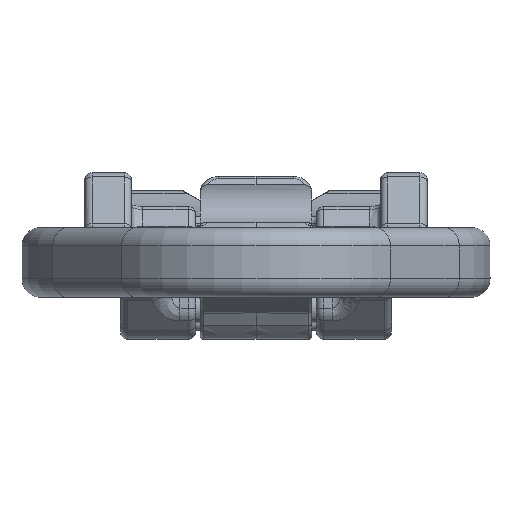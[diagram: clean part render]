
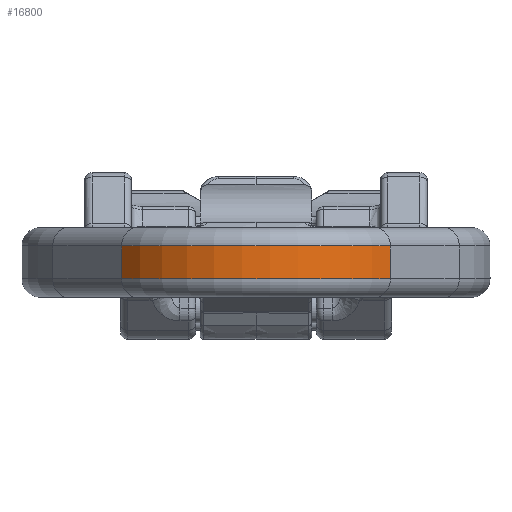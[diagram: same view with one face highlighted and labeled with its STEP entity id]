
A CAD part, front view. The second image highlights one B-rep face of the part: STEP entity #16800.
In plain terms, the highlighted cylindrical face has radius 45 mm (diameter 90 mm), a partial arc.
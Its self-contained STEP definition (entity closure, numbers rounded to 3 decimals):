
#860=CARTESIAN_POINT('',(0.,0.,-5.));
#861=DIRECTION('',(0.,0.,1.));
#862=DIRECTION('',(-0.815,-0.58,0.));
#863=AXIS2_PLACEMENT_3D('',#860,#861,#862);
#879=DIRECTION('',(0.,0.,1.));
#880=VECTOR('',#879,9.);
#881=CARTESIAN_POINT('',(-36.655,-26.103,-5.));
#882=LINE('',#881,#880);
#6156=DIRECTION('',(0.,0.,1.));
#6157=VECTOR('',#6156,9.);
#6158=CARTESIAN_POINT('',(36.655,-26.103,-5.));
#6159=LINE('',#6158,#6157);
#6165=CARTESIAN_POINT('',(0.,0.,4.));
#6166=DIRECTION('',(0.,0.,-1.));
#6167=DIRECTION('',(0.815,-0.58,0.));
#6168=AXIS2_PLACEMENT_3D('',#6165,#6166,#6167);
#6794=CARTESIAN_POINT('',(-36.655,-26.103,4.));
#6795=VERTEX_POINT('',#6794);
#6799=CARTESIAN_POINT('',(-36.655,-26.103,-5.));
#6801=VERTEX_POINT('',#6799);
#6984=CARTESIAN_POINT('',(36.655,-26.103,4.));
#6985=VERTEX_POINT('',#6984);
#6989=CARTESIAN_POINT('',(36.655,-26.103,-5.));
#6991=VERTEX_POINT('',#6989);
#16789=CARTESIAN_POINT('',(0.,0.,-35.));
#16790=DIRECTION('',(0.,0.,1.));
#16791=DIRECTION('',(1.,0.,0.));
#16792=AXIS2_PLACEMENT_3D('',#16789,#16790,#16791);
#16793=CYLINDRICAL_SURFACE('',#16792,45.);
#16794=ORIENTED_EDGE('',*,*,#16781,.F.);
#16795=ORIENTED_EDGE('',*,*,#16758,.F.);
#16796=ORIENTED_EDGE('',*,*,#8976,.F.);
#16797=ORIENTED_EDGE('',*,*,#9004,.T.);
#16798=EDGE_LOOP('',(#16794,#16795,#16796,#16797));
#16799=FACE_OUTER_BOUND('',#16798,.F.);
#16800=ADVANCED_FACE('',(#16799),#16793,.T.);
#864=CIRCLE('',#863,45.);
#6169=CIRCLE('',#6168,45.);
#8976=EDGE_CURVE('',#6801,#6991,#864,.T.);
#9004=EDGE_CURVE('',#6801,#6795,#882,.T.);
#16758=EDGE_CURVE('',#6991,#6985,#6159,.T.);
#16781=EDGE_CURVE('',#6985,#6795,#6169,.T.);
